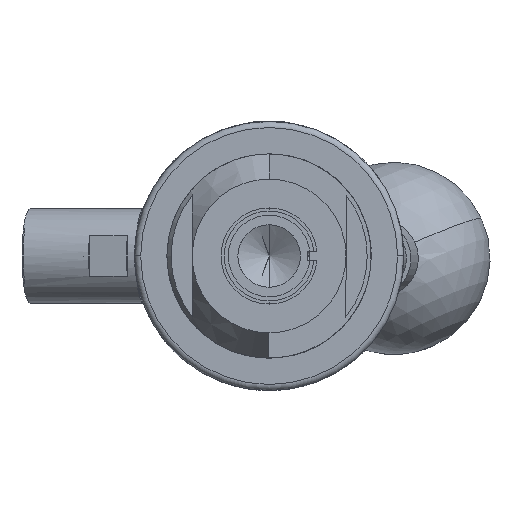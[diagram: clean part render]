
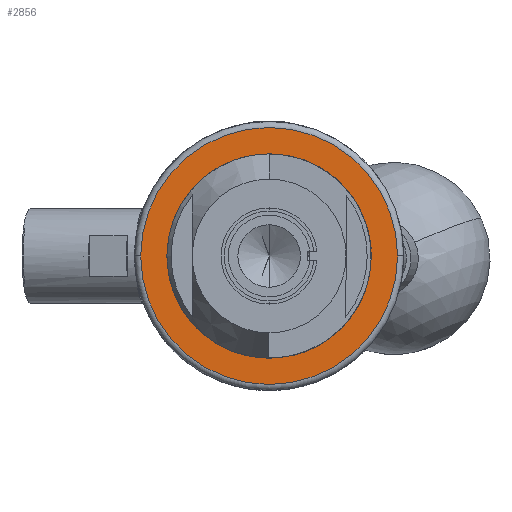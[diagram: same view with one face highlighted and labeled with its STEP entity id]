
A CAD part, left-side view. The second image highlights one B-rep face of the part: STEP entity #2856.
In plain terms, the highlighted planar face has unit normal (-1, 0, 0).
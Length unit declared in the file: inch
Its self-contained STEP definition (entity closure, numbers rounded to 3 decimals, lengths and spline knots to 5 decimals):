
#136 = CIRCLE ( 'NONE', #11277, 0.835 ) ;
#501 = CARTESIAN_POINT ( 'NONE',  ( -3.915, 0., 0. ) ) ;
#753 = EDGE_LOOP ( 'NONE', ( #8102, #3422 ) ) ;
#1037 = DIRECTION ( 'NONE',  ( 0., 0., -1. ) ) ;
#1338 = VERTEX_POINT ( 'NONE', #2173 ) ;
#2173 = CARTESIAN_POINT ( 'NONE',  ( -3.915, -0.835, 0. ) ) ;
#2725 = CARTESIAN_POINT ( 'NONE',  ( -3.915, 0., 0. ) ) ;
#2856 = ADVANCED_FACE ( 'NONE', ( #14776, #3840 ), #10027, .F. ) ;
#3003 = ORIENTED_EDGE ( 'NONE', *, *, #9430, .T. ) ;
#3038 = DIRECTION ( 'NONE',  ( 0., -1., 0. ) ) ;
#3320 = AXIS2_PLACEMENT_3D ( 'NONE', #501, #11689, #11370 ) ;
#3422 = ORIENTED_EDGE ( 'NONE', *, *, #14282, .F. ) ;
#3840 = FACE_OUTER_BOUND ( 'NONE', #6219, .T. ) ;
#4424 = VERTEX_POINT ( 'NONE', #14703 ) ;
#4467 = CARTESIAN_POINT ( 'NONE',  ( -3.915, 0.835, 0. ) ) ;
#4487 = AXIS2_PLACEMENT_3D ( 'NONE', #14042, #12765, #3038 ) ;
#4588 = CARTESIAN_POINT ( 'NONE',  ( -3.915, 0., 0. ) ) ;
#4803 = EDGE_CURVE ( 'NONE', #4424, #12404, #15718, .T. ) ;
#5354 = DIRECTION ( 'NONE',  ( -1., 0., 0. ) ) ;
#5941 = VERTEX_POINT ( 'NONE', #4467 ) ;
#6219 = EDGE_LOOP ( 'NONE', ( #8162, #3003 ) ) ;
#7538 = AXIS2_PLACEMENT_3D ( 'NONE', #4588, #14339, #1037 ) ;
#7722 = DIRECTION ( 'NONE',  ( -1., 0., 0. ) ) ;
#8102 = ORIENTED_EDGE ( 'NONE', *, *, #4803, .F. ) ;
#8162 = ORIENTED_EDGE ( 'NONE', *, *, #9879, .T. ) ;
#8171 = CARTESIAN_POINT ( 'NONE',  ( -3.915, 0., 0.4375 ) ) ;
#8854 = DIRECTION ( 'NONE',  ( 0., -1., 0. ) ) ;
#9430 = EDGE_CURVE ( 'NONE', #5941, #1338, #136, .T. ) ;
#9879 = EDGE_CURVE ( 'NONE', #1338, #5941, #14487, .T. ) ;
#10027 = PLANE ( 'NONE',  #4487 ) ;
#10187 = CIRCLE ( 'NONE', #3320, 0.4375 ) ;
#11277 = AXIS2_PLACEMENT_3D ( 'NONE', #2725, #7722, #8854 ) ;
#11370 = DIRECTION ( 'NONE',  ( 0., 0., -1. ) ) ;
#11423 = CARTESIAN_POINT ( 'NONE',  ( -3.915, 0., 0. ) ) ;
#11654 = DIRECTION ( 'NONE',  ( 0., -1., 0. ) ) ;
#11689 = DIRECTION ( 'NONE',  ( -1., 0., 0. ) ) ;
#12404 = VERTEX_POINT ( 'NONE', #8171 ) ;
#12765 = DIRECTION ( 'NONE',  ( 1., 0., 0. ) ) ;
#13476 = AXIS2_PLACEMENT_3D ( 'NONE', #11423, #5354, #11654 ) ;
#14042 = CARTESIAN_POINT ( 'NONE',  ( -3.915, -0.875, 0. ) ) ;
#14282 = EDGE_CURVE ( 'NONE', #12404, #4424, #10187, .T. ) ;
#14339 = DIRECTION ( 'NONE',  ( -1., 0., 0. ) ) ;
#14487 = CIRCLE ( 'NONE', #13476, 0.835 ) ;
#14703 = CARTESIAN_POINT ( 'NONE',  ( -3.915, 0., -0.4375 ) ) ;
#14776 = FACE_BOUND ( 'NONE', #753, .T. ) ;
#15718 = CIRCLE ( 'NONE', #7538, 0.4375 ) ;
